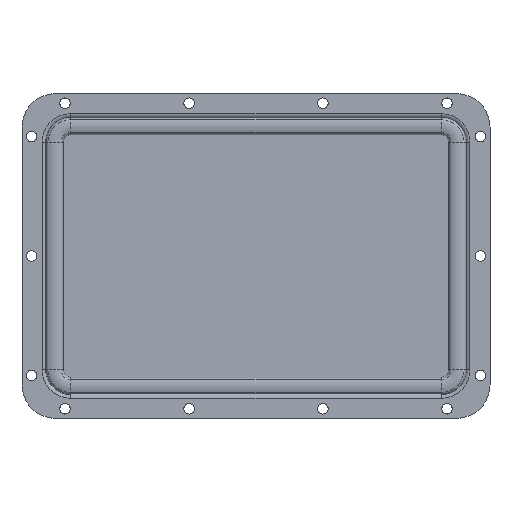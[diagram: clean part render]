
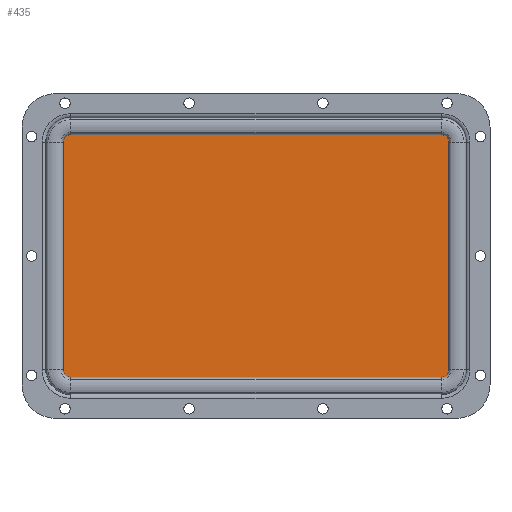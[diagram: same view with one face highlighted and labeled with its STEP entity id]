
A CAD part, top view. The second image highlights one B-rep face of the part: STEP entity #435.
In plain terms, the highlighted planar face has unit normal (0, 0, 1).
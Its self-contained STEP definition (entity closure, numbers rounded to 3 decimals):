
#271 = DIRECTION ( 'NONE',  ( -1., 0., 0. ) ) ;
#304 = DIRECTION ( 'NONE',  ( -1., 0., 0. ) ) ;
#346 = CARTESIAN_POINT ( 'NONE',  ( -107.492, -59.5, -1.7 ) ) ;
#361 = CARTESIAN_POINT ( 'NONE',  ( -107.492, -59.5, -1.7 ) ) ;
#367 = CIRCLE ( 'NONE', #2246, 10.492 ) ;
#410 = DIRECTION ( 'NONE',  ( 0., -1., 0. ) ) ;
#435 = ADVANCED_FACE ( 'NONE', ( #1052 ), #478, .F. ) ;
#478 = PLANE ( 'NONE',  #3135 ) ;
#605 = LINE ( 'NONE', #346, #1212 ) ;
#637 = VERTEX_POINT ( 'NONE', #1592 ) ;
#753 = EDGE_CURVE ( 'NONE', #2464, #1430, #1577, .T. ) ;
#774 = DIRECTION ( 'NONE',  ( 0., 0., -1. ) ) ;
#807 = ORIENTED_EDGE ( 'NONE', *, *, #905, .F. ) ;
#869 = ORIENTED_EDGE ( 'NONE', *, *, #3044, .T. ) ;
#901 = ORIENTED_EDGE ( 'NONE', *, *, #2851, .F. ) ;
#905 = EDGE_CURVE ( 'NONE', #3004, #1527, #605, .T. ) ;
#937 = ORIENTED_EDGE ( 'NONE', *, *, #1509, .F. ) ;
#955 = VERTEX_POINT ( 'NONE', #1485 ) ;
#1003 = ORIENTED_EDGE ( 'NONE', *, *, #1096, .F. ) ;
#1052 = FACE_OUTER_BOUND ( 'NONE', #1926, .T. ) ;
#1059 = DIRECTION ( 'NONE',  ( -1., 0., 0. ) ) ;
#1096 = EDGE_CURVE ( 'NONE', #1612, #955, #367, .T. ) ;
#1127 = CARTESIAN_POINT ( 'NONE',  ( 97., -59.5, -1.7 ) ) ;
#1130 = VECTOR ( 'NONE', #410, 1000. ) ;
#1137 = DIRECTION ( 'NONE',  ( 0., 0., -1. ) ) ;
#1212 = VECTOR ( 'NONE', #1465, 1000. ) ;
#1332 = CARTESIAN_POINT ( 'NONE',  ( 97., 69.992, -1.7 ) ) ;
#1430 = VERTEX_POINT ( 'NONE', #2982 ) ;
#1460 = DIRECTION ( 'NONE',  ( -1., 0., 0. ) ) ;
#1465 = DIRECTION ( 'NONE',  ( 0., 1., 0. ) ) ;
#1485 = CARTESIAN_POINT ( 'NONE',  ( 107.492, 59.5, -1.7 ) ) ;
#1509 = EDGE_CURVE ( 'NONE', #1430, #3014, #3127, .T. ) ;
#1516 = AXIS2_PLACEMENT_3D ( 'NONE', #1127, #774, #271 ) ;
#1527 = VERTEX_POINT ( 'NONE', #3379 ) ;
#1577 = CIRCLE ( 'NONE', #1516, 10.492 ) ;
#1592 = CARTESIAN_POINT ( 'NONE',  ( -97., 69.992, -1.7 ) ) ;
#1612 = VERTEX_POINT ( 'NONE', #2495 ) ;
#1897 = AXIS2_PLACEMENT_3D ( 'NONE', #3160, #1137, #1460 ) ;
#1926 = EDGE_LOOP ( 'NONE', ( #869, #901, #807, #2709, #937, #2562, #2267, #1003 ) ) ;
#1970 = CARTESIAN_POINT ( 'NONE',  ( 97., -69.992, -1.7 ) ) ;
#1972 = DIRECTION ( 'NONE',  ( -1., 0., 0. ) ) ;
#2157 = EDGE_CURVE ( 'NONE', #955, #2464, #2503, .T. ) ;
#2237 = VECTOR ( 'NONE', #2566, 1000. ) ;
#2246 = AXIS2_PLACEMENT_3D ( 'NONE', #3692, #3131, #1059 ) ;
#2267 = ORIENTED_EDGE ( 'NONE', *, *, #2157, .F. ) ;
#2464 = VERTEX_POINT ( 'NONE', #3169 ) ;
#2494 = DIRECTION ( 'NONE',  ( 0., 0., -1. ) ) ;
#2495 = CARTESIAN_POINT ( 'NONE',  ( 97., 69.992, -1.7 ) ) ;
#2503 = LINE ( 'NONE', #2989, #1130 ) ;
#2562 = ORIENTED_EDGE ( 'NONE', *, *, #753, .F. ) ;
#2566 = DIRECTION ( 'NONE',  ( -1., 0., 0. ) ) ;
#2642 = CARTESIAN_POINT ( 'NONE',  ( 97., 69.992, -1.7 ) ) ;
#2709 = ORIENTED_EDGE ( 'NONE', *, *, #3505, .F. ) ;
#2851 = EDGE_CURVE ( 'NONE', #1527, #637, #2960, .T. ) ;
#2920 = LINE ( 'NONE', #2642, #3644 ) ;
#2960 = CIRCLE ( 'NONE', #3450, 10.492 ) ;
#2982 = CARTESIAN_POINT ( 'NONE',  ( 97., -69.992, -1.7 ) ) ;
#2989 = CARTESIAN_POINT ( 'NONE',  ( 107.492, 59.5, -1.7 ) ) ;
#3004 = VERTEX_POINT ( 'NONE', #361 ) ;
#3014 = VERTEX_POINT ( 'NONE', #3742 ) ;
#3044 = EDGE_CURVE ( 'NONE', #1612, #637, #2920, .T. ) ;
#3127 = LINE ( 'NONE', #1970, #2237 ) ;
#3131 = DIRECTION ( 'NONE',  ( 0., 0., -1. ) ) ;
#3135 = AXIS2_PLACEMENT_3D ( 'NONE', #1332, #2494, #3654 ) ;
#3160 = CARTESIAN_POINT ( 'NONE',  ( -97., -59.5, -1.7 ) ) ;
#3169 = CARTESIAN_POINT ( 'NONE',  ( 107.492, -59.5, -1.7 ) ) ;
#3379 = CARTESIAN_POINT ( 'NONE',  ( -107.492, 59.5, -1.7 ) ) ;
#3404 = CARTESIAN_POINT ( 'NONE',  ( -97., 59.5, -1.7 ) ) ;
#3422 = DIRECTION ( 'NONE',  ( 0., 0., -1. ) ) ;
#3450 = AXIS2_PLACEMENT_3D ( 'NONE', #3404, #3422, #1972 ) ;
#3455 = CIRCLE ( 'NONE', #1897, 10.492 ) ;
#3505 = EDGE_CURVE ( 'NONE', #3014, #3004, #3455, .T. ) ;
#3644 = VECTOR ( 'NONE', #304, 1000. ) ;
#3654 = DIRECTION ( 'NONE',  ( 0., 1., 0. ) ) ;
#3692 = CARTESIAN_POINT ( 'NONE',  ( 97., 59.5, -1.7 ) ) ;
#3742 = CARTESIAN_POINT ( 'NONE',  ( -97., -69.992, -1.7 ) ) ;
